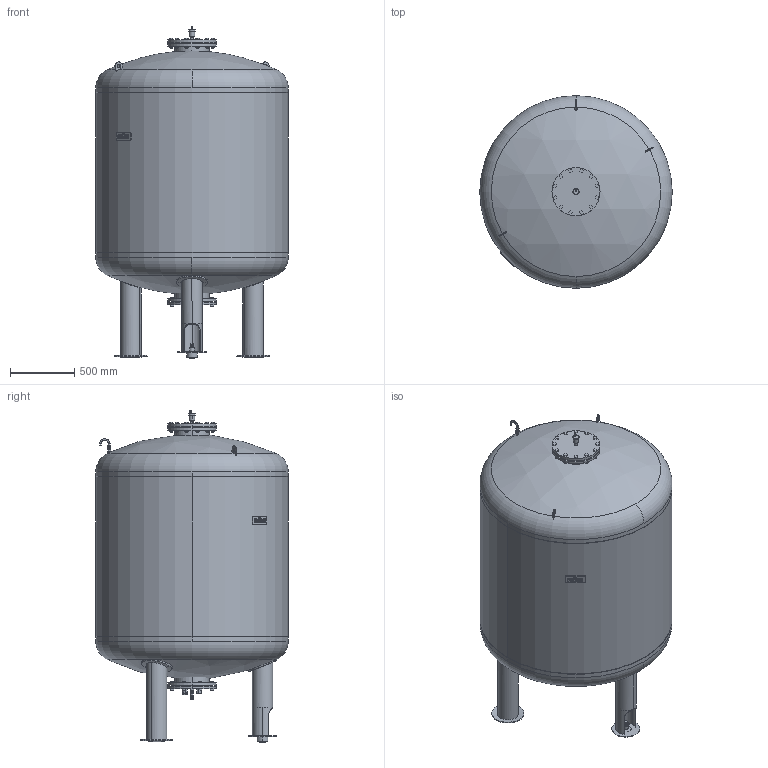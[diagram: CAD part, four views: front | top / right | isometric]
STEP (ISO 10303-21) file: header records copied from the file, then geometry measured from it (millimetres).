
FILE_DESCRIPTION((''),'2;1');
FILE_NAME('3d_VG3000-6601205.stp','2009-12-30T08:00:31',(''),(''),'Mechanical Desktop 2008','Mechanical Desktop 2008',', , ');
FILE_SCHEMA(('CONFIG_CONTROL_DESIGN'));
Length unit declared in the file: millimetre
Products named in the file (1): Product
Bounding box: 1500 x 1500 x 2588 mm (x, y, z)
Volume: 3061495000.5 mm3; surface area: 20235890.4 mm2
Topology: 30 solids, 30 shells, 842 faces, 1955 edges, 1272 vertices
Faces by surface type: plane 499, cylinder 230, cone 74, bspline 21, torus 10, sphere 8
Entity records: 24659 total; most frequent: CARTESIAN_POINT 4895, DIRECTION 4176, ORIENTED_EDGE 3890, EDGE_CURVE 1945, AXIS2_PLACEMENT_3D 1434, VECTOR 1308, LINE 1308, VERTEX_POINT 1272
